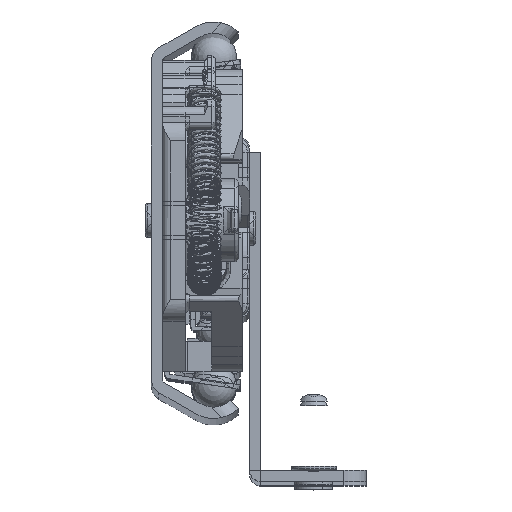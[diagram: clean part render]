
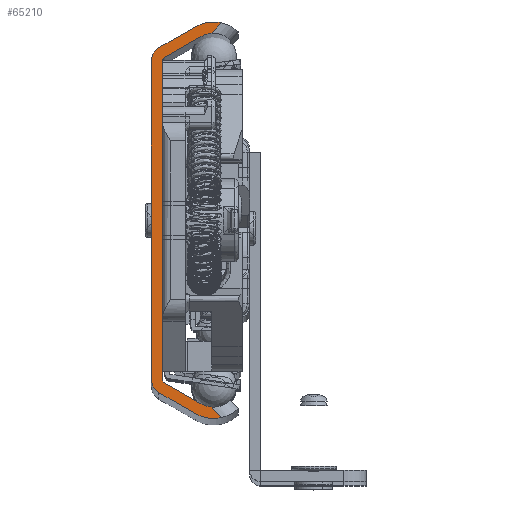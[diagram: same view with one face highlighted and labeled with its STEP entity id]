
A CAD part, top view. The second image highlights one B-rep face of the part: STEP entity #65210.
In plain terms, the highlighted planar face has unit normal (0, 0, 1).
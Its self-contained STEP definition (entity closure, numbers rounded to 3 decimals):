
#3408=PLANE('',#69416);
#6223=FACE_OUTER_BOUND('',#9728,.T.);
#9728=EDGE_LOOP('',(#44348,#44349,#44350,#44351,#44352,#44353,#44354,#44355,
#44356,#44357,#44358,#44359,#44360,#44361,#44362,#44363));
#13532=LINE('',#94689,#18260);
#13533=LINE('',#94702,#18261);
#13534=LINE('',#94707,#18262);
#13535=LINE('',#94711,#18263);
#13536=LINE('',#94714,#18264);
#13537=LINE('',#94718,#18265);
#13538=LINE('',#94722,#18266);
#13539=LINE('',#94725,#18267);
#18260=VECTOR('',#77623,10.);
#18261=VECTOR('',#77626,10.);
#18262=VECTOR('',#77631,10.);
#18263=VECTOR('',#77634,10.);
#18264=VECTOR('',#77637,10.);
#18265=VECTOR('',#77640,10.);
#18266=VECTOR('',#77643,10.);
#18267=VECTOR('',#77646,10.);
#22774=CIRCLE('',#69407,3.3);
#22776=CIRCLE('',#69412,4.8);
#22778=CIRCLE('',#69417,3.3);
#22779=CIRCLE('',#69418,0.5);
#22780=CIRCLE('',#69419,0.5);
#22781=CIRCLE('',#69420,4.8);
#22782=CIRCLE('',#69421,2.);
#22783=CIRCLE('',#69422,2.);
#25892=VERTEX_POINT('',#94599);
#25893=VERTEX_POINT('',#94614);
#25901=VERTEX_POINT('',#94657);
#25902=VERTEX_POINT('',#94668);
#25904=VERTEX_POINT('',#94674);
#25905=VERTEX_POINT('',#94691);
#25906=VERTEX_POINT('',#94704);
#25907=VERTEX_POINT('',#94706);
#25908=VERTEX_POINT('',#94708);
#25909=VERTEX_POINT('',#94710);
#25910=VERTEX_POINT('',#94712);
#25911=VERTEX_POINT('',#94715);
#25912=VERTEX_POINT('',#94717);
#25913=VERTEX_POINT('',#94719);
#25914=VERTEX_POINT('',#94721);
#25915=VERTEX_POINT('',#94723);
#32918=EDGE_CURVE('',#25893,#25892,#22774,.T.);
#32929=EDGE_CURVE('',#25902,#25901,#22776,.T.);
#32933=EDGE_CURVE('',#25901,#25904,#13532,.T.);
#32935=EDGE_CURVE('',#25892,#25905,#13533,.T.);
#32936=EDGE_CURVE('',#25904,#25906,#22778,.T.);
#32937=EDGE_CURVE('',#25906,#25907,#13534,.T.);
#32938=EDGE_CURVE('',#25907,#25908,#22779,.T.);
#32939=EDGE_CURVE('',#25908,#25909,#13535,.T.);
#32940=EDGE_CURVE('',#25909,#25910,#22780,.T.);
#32941=EDGE_CURVE('',#25910,#25893,#13536,.T.);
#32942=EDGE_CURVE('',#25905,#25911,#22781,.T.);
#32943=EDGE_CURVE('',#25911,#25912,#13537,.T.);
#32944=EDGE_CURVE('',#25912,#25913,#22782,.T.);
#32945=EDGE_CURVE('',#25913,#25914,#13538,.T.);
#32946=EDGE_CURVE('',#25914,#25915,#22783,.T.);
#32947=EDGE_CURVE('',#25915,#25902,#13539,.T.);
#44348=ORIENTED_EDGE('',*,*,#32933,.T.);
#44349=ORIENTED_EDGE('',*,*,#32936,.T.);
#44350=ORIENTED_EDGE('',*,*,#32937,.T.);
#44351=ORIENTED_EDGE('',*,*,#32938,.T.);
#44352=ORIENTED_EDGE('',*,*,#32939,.T.);
#44353=ORIENTED_EDGE('',*,*,#32940,.T.);
#44354=ORIENTED_EDGE('',*,*,#32941,.T.);
#44355=ORIENTED_EDGE('',*,*,#32918,.T.);
#44356=ORIENTED_EDGE('',*,*,#32935,.T.);
#44357=ORIENTED_EDGE('',*,*,#32942,.T.);
#44358=ORIENTED_EDGE('',*,*,#32943,.T.);
#44359=ORIENTED_EDGE('',*,*,#32944,.T.);
#44360=ORIENTED_EDGE('',*,*,#32945,.T.);
#44361=ORIENTED_EDGE('',*,*,#32946,.T.);
#44362=ORIENTED_EDGE('',*,*,#32947,.T.);
#44363=ORIENTED_EDGE('',*,*,#32929,.T.);
#65210=ADVANCED_FACE('',(#6223),#3408,.F.);
#69407=AXIS2_PLACEMENT_3D('',#94615,#77600,#77601);
#69412=AXIS2_PLACEMENT_3D('',#94669,#77616,#77617);
#69416=AXIS2_PLACEMENT_3D('',#94703,#77627,#77628);
#69417=AXIS2_PLACEMENT_3D('',#94705,#77629,#77630);
#69418=AXIS2_PLACEMENT_3D('',#94709,#77632,#77633);
#69419=AXIS2_PLACEMENT_3D('',#94713,#77635,#77636);
#69420=AXIS2_PLACEMENT_3D('',#94716,#77638,#77639);
#69421=AXIS2_PLACEMENT_3D('',#94720,#77641,#77642);
#69422=AXIS2_PLACEMENT_3D('',#94724,#77644,#77645);
#77600=DIRECTION('center_axis',(0.,0.,-1.));
#77601=DIRECTION('ref_axis',(0.5,-0.866,0.));
#77616=DIRECTION('center_axis',(0.,0.,1.));
#77617=DIRECTION('ref_axis',(0.688,-0.726,0.));
#77623=DIRECTION('',(-0.655,0.756,0.));
#77626=DIRECTION('',(0.655,0.756,0.));
#77627=DIRECTION('center_axis',(0.,0.,-1.));
#77628=DIRECTION('ref_axis',(1.,0.,0.));
#77629=DIRECTION('center_axis',(0.,0.,-1.));
#77630=DIRECTION('ref_axis',(-0.702,0.712,0.));
#77631=DIRECTION('',(-0.866,0.5,0.));
#77632=DIRECTION('center_axis',(0.,0.,-1.));
#77633=DIRECTION('ref_axis',(0.5,0.866,0.));
#77634=DIRECTION('',(0.,1.,0.));
#77635=DIRECTION('center_axis',(0.,0.,-1.));
#77636=DIRECTION('ref_axis',(1.,0.,0.));
#77637=DIRECTION('',(0.866,0.5,0.));
#77638=DIRECTION('center_axis',(0.,0.,1.));
#77639=DIRECTION('ref_axis',(-0.5,0.866,0.));
#77640=DIRECTION('',(-0.866,-0.5,0.));
#77641=DIRECTION('center_axis',(0.,0.,1.));
#77642=DIRECTION('ref_axis',(-1.,0.,0.));
#77643=DIRECTION('',(0.,-1.,0.));
#77644=DIRECTION('center_axis',(0.,0.,1.));
#77645=DIRECTION('ref_axis',(-0.5,-0.866,0.));
#77646=DIRECTION('',(0.866,-0.5,0.));
#94599=CARTESIAN_POINT('',(8.605,24.746,506.784));
#94614=CARTESIAN_POINT('',(7.127,24.308,506.784));
#94615=CARTESIAN_POINT('Origin',(8.777,21.45,506.784));
#94657=CARTESIAN_POINT('',(9.81,-26.137,506.784));
#94668=CARTESIAN_POINT('',(6.377,-25.607,506.784));
#94669=CARTESIAN_POINT('Origin',(8.777,-21.45,506.784));
#94674=CARTESIAN_POINT('',(8.605,-24.746,506.784));
#94689=CARTESIAN_POINT('',(2.128,-17.264,506.784));
#94691=CARTESIAN_POINT('',(9.81,26.137,506.784));
#94702=CARTESIAN_POINT('',(1.637,16.696,506.784));
#94703=CARTESIAN_POINT('Origin',(3.261,0.,506.784));
#94704=CARTESIAN_POINT('',(7.127,-24.308,506.784));
#94705=CARTESIAN_POINT('Origin',(8.777,-21.45,506.784));
#94706=CARTESIAN_POINT('',(2.327,-21.537,506.784));
#94707=CARTESIAN_POINT('',(2.327,-21.537,506.784));
#94708=CARTESIAN_POINT('',(2.077,-21.104,506.784));
#94709=CARTESIAN_POINT('Origin',(2.577,-21.104,506.784));
#94710=CARTESIAN_POINT('',(2.077,21.104,506.784));
#94711=CARTESIAN_POINT('',(2.077,21.104,506.784));
#94712=CARTESIAN_POINT('',(2.327,21.537,506.784));
#94713=CARTESIAN_POINT('Origin',(2.577,21.104,506.784));
#94714=CARTESIAN_POINT('',(7.127,24.308,506.784));
#94715=CARTESIAN_POINT('',(6.377,25.607,506.784));
#94716=CARTESIAN_POINT('Origin',(8.777,21.45,506.784));
#94717=CARTESIAN_POINT('',(1.577,22.836,506.784));
#94718=CARTESIAN_POINT('',(1.577,22.836,506.784));
#94719=CARTESIAN_POINT('',(0.577,21.104,506.784));
#94720=CARTESIAN_POINT('Origin',(2.577,21.104,506.784));
#94721=CARTESIAN_POINT('',(0.577,-21.104,506.784));
#94722=CARTESIAN_POINT('',(0.577,-21.104,506.784));
#94723=CARTESIAN_POINT('',(1.577,-22.836,506.784));
#94724=CARTESIAN_POINT('Origin',(2.577,-21.104,506.784));
#94725=CARTESIAN_POINT('',(6.377,-25.607,506.784));
